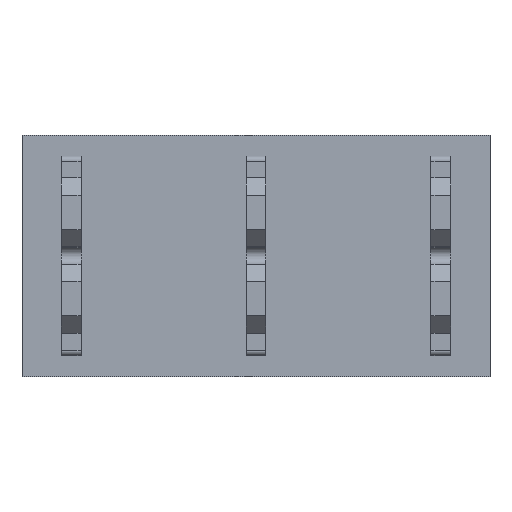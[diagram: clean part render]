
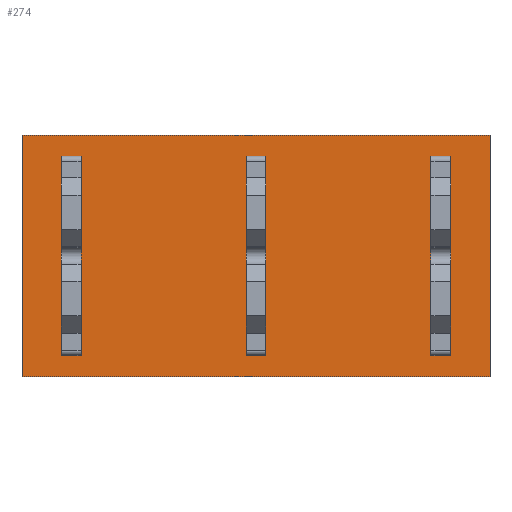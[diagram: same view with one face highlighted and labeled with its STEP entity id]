
A CAD part, top view. The second image highlights one B-rep face of the part: STEP entity #274.
In plain terms, the highlighted planar face has unit normal (0, 0, 1).
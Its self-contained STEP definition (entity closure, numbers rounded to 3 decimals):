
#34=AXIS2_PLACEMENT_3D('Plane Axis2P3D',#31,#32,#33) ;
#31=CARTESIAN_POINT('Axis2P3D Location',(0.,9.8,9.5)) ;
#36=CARTESIAN_POINT('Line Origine',(19.,4.9,9.5)) ;
#40=CARTESIAN_POINT('Vertex',(19.,0.,9.5)) ;
#42=CARTESIAN_POINT('Vertex',(19.,9.8,9.5)) ;
#45=CARTESIAN_POINT('Line Origine',(9.5,9.8,9.5)) ;
#49=CARTESIAN_POINT('Vertex',(0.,9.8,9.5)) ;
#52=CARTESIAN_POINT('Line Origine',(0.,4.9,9.5)) ;
#56=CARTESIAN_POINT('Vertex',(0.,0.,9.5)) ;
#59=CARTESIAN_POINT('Line Origine',(9.5,0.,9.5)) ;
#70=CARTESIAN_POINT('Line Origine',(2.4,7.4,9.5)) ;
#74=CARTESIAN_POINT('Vertex',(2.4,7.9,9.5)) ;
#76=CARTESIAN_POINT('Vertex',(2.4,6.9,9.5)) ;
#79=CARTESIAN_POINT('Line Origine',(2.,6.9,9.5)) ;
#83=CARTESIAN_POINT('Vertex',(1.6,6.9,9.5)) ;
#86=CARTESIAN_POINT('Line Origine',(1.6,7.4,9.5)) ;
#90=CARTESIAN_POINT('Vertex',(1.6,7.9,9.5)) ;
#93=CARTESIAN_POINT('Line Origine',(2.,7.9,9.5)) ;
#104=CARTESIAN_POINT('Line Origine',(9.1,2.4,9.5)) ;
#108=CARTESIAN_POINT('Vertex',(9.1,2.9,9.5)) ;
#110=CARTESIAN_POINT('Vertex',(9.1,1.9,9.5)) ;
#113=CARTESIAN_POINT('Line Origine',(9.5,2.9,9.5)) ;
#117=CARTESIAN_POINT('Vertex',(9.9,2.9,9.5)) ;
#120=CARTESIAN_POINT('Line Origine',(9.9,2.4,9.5)) ;
#124=CARTESIAN_POINT('Vertex',(9.9,1.9,9.5)) ;
#127=CARTESIAN_POINT('Line Origine',(9.5,1.9,9.5)) ;
#138=CARTESIAN_POINT('Line Origine',(16.6,2.4,9.5)) ;
#142=CARTESIAN_POINT('Vertex',(16.6,2.9,9.5)) ;
#144=CARTESIAN_POINT('Vertex',(16.6,1.9,9.5)) ;
#147=CARTESIAN_POINT('Line Origine',(17.,2.9,9.5)) ;
#151=CARTESIAN_POINT('Vertex',(17.4,2.9,9.5)) ;
#154=CARTESIAN_POINT('Line Origine',(17.4,2.4,9.5)) ;
#158=CARTESIAN_POINT('Vertex',(17.4,1.9,9.5)) ;
#161=CARTESIAN_POINT('Line Origine',(17.,1.9,9.5)) ;
#172=CARTESIAN_POINT('Line Origine',(17.,6.9,9.5)) ;
#176=CARTESIAN_POINT('Vertex',(16.6,6.9,9.5)) ;
#178=CARTESIAN_POINT('Vertex',(17.4,6.9,9.5)) ;
#181=CARTESIAN_POINT('Line Origine',(16.6,7.4,9.5)) ;
#185=CARTESIAN_POINT('Vertex',(16.6,7.9,9.5)) ;
#188=CARTESIAN_POINT('Line Origine',(17.,7.9,9.5)) ;
#192=CARTESIAN_POINT('Vertex',(17.4,7.9,9.5)) ;
#195=CARTESIAN_POINT('Line Origine',(17.4,7.4,9.5)) ;
#206=CARTESIAN_POINT('Line Origine',(9.5,6.9,9.5)) ;
#210=CARTESIAN_POINT('Vertex',(9.1,6.9,9.5)) ;
#212=CARTESIAN_POINT('Vertex',(9.9,6.9,9.5)) ;
#215=CARTESIAN_POINT('Line Origine',(9.1,7.4,9.5)) ;
#219=CARTESIAN_POINT('Vertex',(9.1,7.9,9.5)) ;
#222=CARTESIAN_POINT('Line Origine',(9.5,7.9,9.5)) ;
#226=CARTESIAN_POINT('Vertex',(9.9,7.9,9.5)) ;
#229=CARTESIAN_POINT('Line Origine',(9.9,7.4,9.5)) ;
#240=CARTESIAN_POINT('Line Origine',(1.6,2.4,9.5)) ;
#244=CARTESIAN_POINT('Vertex',(1.6,2.9,9.5)) ;
#246=CARTESIAN_POINT('Vertex',(1.6,1.9,9.5)) ;
#249=CARTESIAN_POINT('Line Origine',(2.,2.9,9.5)) ;
#253=CARTESIAN_POINT('Vertex',(2.4,2.9,9.5)) ;
#256=CARTESIAN_POINT('Line Origine',(2.4,2.4,9.5)) ;
#260=CARTESIAN_POINT('Vertex',(2.4,1.9,9.5)) ;
#263=CARTESIAN_POINT('Line Origine',(2.,1.9,9.5)) ;
#32=DIRECTION('Axis2P3D Direction',(-0.,0.,1.)) ;
#33=DIRECTION('Axis2P3D XDirection',(0.,-1.,0.)) ;
#37=DIRECTION('Vector Direction',(0.,-1.,0.)) ;
#46=DIRECTION('Vector Direction',(1.,0.,0.)) ;
#53=DIRECTION('Vector Direction',(0.,-1.,0.)) ;
#60=DIRECTION('Vector Direction',(1.,0.,0.)) ;
#71=DIRECTION('Vector Direction',(0.,-1.,0.)) ;
#80=DIRECTION('Vector Direction',(1.,0.,0.)) ;
#87=DIRECTION('Vector Direction',(0.,-1.,0.)) ;
#94=DIRECTION('Vector Direction',(1.,0.,0.)) ;
#105=DIRECTION('Vector Direction',(0.,-1.,0.)) ;
#114=DIRECTION('Vector Direction',(1.,0.,0.)) ;
#121=DIRECTION('Vector Direction',(0.,-1.,0.)) ;
#128=DIRECTION('Vector Direction',(1.,0.,0.)) ;
#139=DIRECTION('Vector Direction',(0.,-1.,0.)) ;
#148=DIRECTION('Vector Direction',(1.,0.,0.)) ;
#155=DIRECTION('Vector Direction',(0.,-1.,0.)) ;
#162=DIRECTION('Vector Direction',(1.,0.,0.)) ;
#173=DIRECTION('Vector Direction',(1.,0.,0.)) ;
#182=DIRECTION('Vector Direction',(0.,-1.,0.)) ;
#189=DIRECTION('Vector Direction',(1.,0.,0.)) ;
#196=DIRECTION('Vector Direction',(0.,-1.,0.)) ;
#207=DIRECTION('Vector Direction',(1.,0.,0.)) ;
#216=DIRECTION('Vector Direction',(0.,-1.,0.)) ;
#223=DIRECTION('Vector Direction',(1.,0.,0.)) ;
#230=DIRECTION('Vector Direction',(0.,-1.,0.)) ;
#241=DIRECTION('Vector Direction',(0.,-1.,0.)) ;
#250=DIRECTION('Vector Direction',(1.,0.,0.)) ;
#257=DIRECTION('Vector Direction',(0.,-1.,0.)) ;
#264=DIRECTION('Vector Direction',(1.,0.,0.)) ;
#38=VECTOR('Line Direction',#37,1.) ;
#47=VECTOR('Line Direction',#46,1.) ;
#54=VECTOR('Line Direction',#53,1.) ;
#61=VECTOR('Line Direction',#60,1.) ;
#72=VECTOR('Line Direction',#71,1.) ;
#81=VECTOR('Line Direction',#80,1.) ;
#88=VECTOR('Line Direction',#87,1.) ;
#95=VECTOR('Line Direction',#94,1.) ;
#106=VECTOR('Line Direction',#105,1.) ;
#115=VECTOR('Line Direction',#114,1.) ;
#122=VECTOR('Line Direction',#121,1.) ;
#129=VECTOR('Line Direction',#128,1.) ;
#140=VECTOR('Line Direction',#139,1.) ;
#149=VECTOR('Line Direction',#148,1.) ;
#156=VECTOR('Line Direction',#155,1.) ;
#163=VECTOR('Line Direction',#162,1.) ;
#174=VECTOR('Line Direction',#173,1.) ;
#183=VECTOR('Line Direction',#182,1.) ;
#190=VECTOR('Line Direction',#189,1.) ;
#197=VECTOR('Line Direction',#196,1.) ;
#208=VECTOR('Line Direction',#207,1.) ;
#217=VECTOR('Line Direction',#216,1.) ;
#224=VECTOR('Line Direction',#223,1.) ;
#231=VECTOR('Line Direction',#230,1.) ;
#242=VECTOR('Line Direction',#241,1.) ;
#251=VECTOR('Line Direction',#250,1.) ;
#258=VECTOR('Line Direction',#257,1.) ;
#265=VECTOR('Line Direction',#264,1.) ;
#65=ORIENTED_EDGE('',*,*,#44,.T.) ;
#66=ORIENTED_EDGE('',*,*,#51,.F.) ;
#67=ORIENTED_EDGE('',*,*,#58,.F.) ;
#68=ORIENTED_EDGE('',*,*,#63,.T.) ;
#99=ORIENTED_EDGE('',*,*,#78,.T.) ;
#100=ORIENTED_EDGE('',*,*,#85,.F.) ;
#101=ORIENTED_EDGE('',*,*,#92,.F.) ;
#102=ORIENTED_EDGE('',*,*,#97,.T.) ;
#133=ORIENTED_EDGE('',*,*,#112,.F.) ;
#134=ORIENTED_EDGE('',*,*,#119,.T.) ;
#135=ORIENTED_EDGE('',*,*,#126,.T.) ;
#136=ORIENTED_EDGE('',*,*,#131,.F.) ;
#167=ORIENTED_EDGE('',*,*,#146,.F.) ;
#168=ORIENTED_EDGE('',*,*,#153,.T.) ;
#169=ORIENTED_EDGE('',*,*,#160,.T.) ;
#170=ORIENTED_EDGE('',*,*,#165,.F.) ;
#201=ORIENTED_EDGE('',*,*,#180,.F.) ;
#202=ORIENTED_EDGE('',*,*,#187,.F.) ;
#203=ORIENTED_EDGE('',*,*,#194,.T.) ;
#204=ORIENTED_EDGE('',*,*,#199,.T.) ;
#235=ORIENTED_EDGE('',*,*,#214,.F.) ;
#236=ORIENTED_EDGE('',*,*,#221,.F.) ;
#237=ORIENTED_EDGE('',*,*,#228,.T.) ;
#238=ORIENTED_EDGE('',*,*,#233,.T.) ;
#269=ORIENTED_EDGE('',*,*,#248,.F.) ;
#270=ORIENTED_EDGE('',*,*,#255,.T.) ;
#271=ORIENTED_EDGE('',*,*,#262,.T.) ;
#272=ORIENTED_EDGE('',*,*,#267,.F.) ;
#103=FACE_BOUND('',#98,.T.) ;
#137=FACE_BOUND('',#132,.T.) ;
#171=FACE_BOUND('',#166,.T.) ;
#205=FACE_BOUND('',#200,.T.) ;
#239=FACE_BOUND('',#234,.T.) ;
#273=FACE_BOUND('',#268,.T.) ;
#274=ADVANCED_FACE('Housing',(#69,#103,#137,#171,#205,#239,#273),#35,.T.) ;
#44=EDGE_CURVE('',#41,#43,#39,.F.) ;
#51=EDGE_CURVE('',#50,#43,#48,.T.) ;
#58=EDGE_CURVE('',#57,#50,#55,.F.) ;
#63=EDGE_CURVE('',#57,#41,#62,.T.) ;
#78=EDGE_CURVE('',#75,#77,#73,.T.) ;
#85=EDGE_CURVE('',#84,#77,#82,.T.) ;
#92=EDGE_CURVE('',#91,#84,#89,.T.) ;
#97=EDGE_CURVE('',#91,#75,#96,.T.) ;
#112=EDGE_CURVE('',#109,#111,#107,.T.) ;
#119=EDGE_CURVE('',#109,#118,#116,.T.) ;
#126=EDGE_CURVE('',#118,#125,#123,.T.) ;
#131=EDGE_CURVE('',#111,#125,#130,.T.) ;
#146=EDGE_CURVE('',#143,#145,#141,.T.) ;
#153=EDGE_CURVE('',#143,#152,#150,.T.) ;
#160=EDGE_CURVE('',#152,#159,#157,.T.) ;
#165=EDGE_CURVE('',#145,#159,#164,.T.) ;
#180=EDGE_CURVE('',#177,#179,#175,.T.) ;
#187=EDGE_CURVE('',#186,#177,#184,.T.) ;
#194=EDGE_CURVE('',#186,#193,#191,.T.) ;
#199=EDGE_CURVE('',#193,#179,#198,.T.) ;
#214=EDGE_CURVE('',#211,#213,#209,.T.) ;
#221=EDGE_CURVE('',#220,#211,#218,.T.) ;
#228=EDGE_CURVE('',#220,#227,#225,.T.) ;
#233=EDGE_CURVE('',#227,#213,#232,.T.) ;
#248=EDGE_CURVE('',#245,#247,#243,.T.) ;
#255=EDGE_CURVE('',#245,#254,#252,.T.) ;
#262=EDGE_CURVE('',#254,#261,#259,.T.) ;
#267=EDGE_CURVE('',#247,#261,#266,.T.) ;
#64=EDGE_LOOP('',(#65,#66,#67,#68)) ;
#98=EDGE_LOOP('',(#99,#100,#101,#102)) ;
#132=EDGE_LOOP('',(#133,#134,#135,#136)) ;
#166=EDGE_LOOP('',(#167,#168,#169,#170)) ;
#200=EDGE_LOOP('',(#201,#202,#203,#204)) ;
#234=EDGE_LOOP('',(#235,#236,#237,#238)) ;
#268=EDGE_LOOP('',(#269,#270,#271,#272)) ;
#69=FACE_OUTER_BOUND('',#64,.T.) ;
#39=LINE('Line',#36,#38) ;
#48=LINE('Line',#45,#47) ;
#55=LINE('Line',#52,#54) ;
#62=LINE('Line',#59,#61) ;
#73=LINE('Line',#70,#72) ;
#82=LINE('Line',#79,#81) ;
#89=LINE('Line',#86,#88) ;
#96=LINE('Line',#93,#95) ;
#107=LINE('Line',#104,#106) ;
#116=LINE('Line',#113,#115) ;
#123=LINE('Line',#120,#122) ;
#130=LINE('Line',#127,#129) ;
#141=LINE('Line',#138,#140) ;
#150=LINE('Line',#147,#149) ;
#157=LINE('Line',#154,#156) ;
#164=LINE('Line',#161,#163) ;
#175=LINE('Line',#172,#174) ;
#184=LINE('Line',#181,#183) ;
#191=LINE('Line',#188,#190) ;
#198=LINE('Line',#195,#197) ;
#209=LINE('Line',#206,#208) ;
#218=LINE('Line',#215,#217) ;
#225=LINE('Line',#222,#224) ;
#232=LINE('Line',#229,#231) ;
#243=LINE('Line',#240,#242) ;
#252=LINE('Line',#249,#251) ;
#259=LINE('Line',#256,#258) ;
#266=LINE('Line',#263,#265) ;
#35=PLANE('',#34) ;
#41=VERTEX_POINT('',#40) ;
#43=VERTEX_POINT('',#42) ;
#50=VERTEX_POINT('',#49) ;
#57=VERTEX_POINT('',#56) ;
#75=VERTEX_POINT('',#74) ;
#77=VERTEX_POINT('',#76) ;
#84=VERTEX_POINT('',#83) ;
#91=VERTEX_POINT('',#90) ;
#109=VERTEX_POINT('',#108) ;
#111=VERTEX_POINT('',#110) ;
#118=VERTEX_POINT('',#117) ;
#125=VERTEX_POINT('',#124) ;
#143=VERTEX_POINT('',#142) ;
#145=VERTEX_POINT('',#144) ;
#152=VERTEX_POINT('',#151) ;
#159=VERTEX_POINT('',#158) ;
#177=VERTEX_POINT('',#176) ;
#179=VERTEX_POINT('',#178) ;
#186=VERTEX_POINT('',#185) ;
#193=VERTEX_POINT('',#192) ;
#211=VERTEX_POINT('',#210) ;
#213=VERTEX_POINT('',#212) ;
#220=VERTEX_POINT('',#219) ;
#227=VERTEX_POINT('',#226) ;
#245=VERTEX_POINT('',#244) ;
#247=VERTEX_POINT('',#246) ;
#254=VERTEX_POINT('',#253) ;
#261=VERTEX_POINT('',#260) ;
